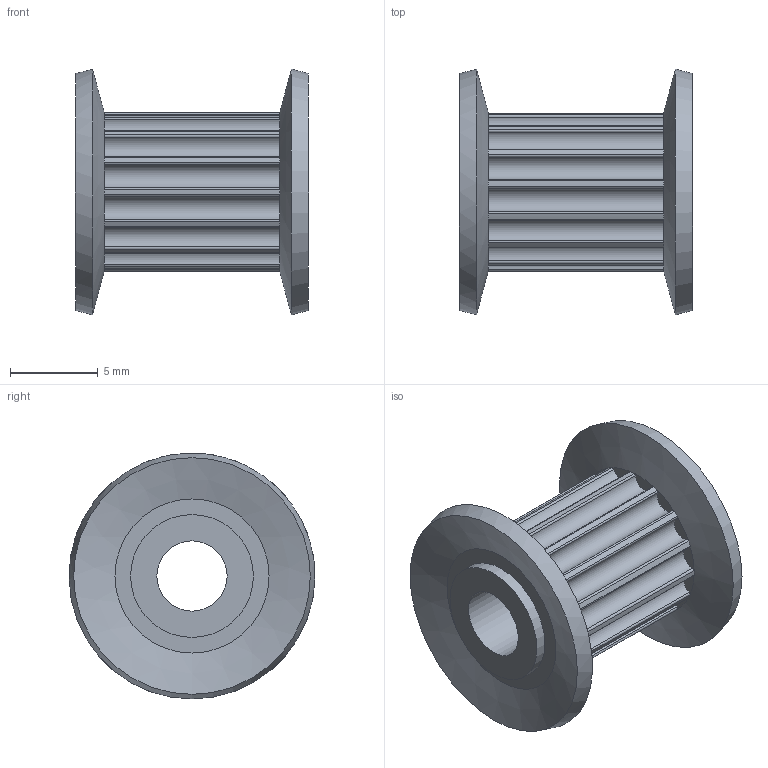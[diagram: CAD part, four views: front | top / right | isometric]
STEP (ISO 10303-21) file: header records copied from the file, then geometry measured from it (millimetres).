
FILE_DESCRIPTION( ( 'STEP AP203' ), '1' );
FILE_NAME( 'GPA15GT2090-A-H4.stp', '2022-03-14T00:47:50', ( 'License CC BY-ND 4.0' ), ( 'CADENAS' ), ' ', 'PARTsolutions', ' ' );
FILE_SCHEMA( ( 'CONFIG_CONTROL_DESIGN' ) );
Length unit declared in the file: millimetre
Products named in the file (2): GPA15GT2090-A-H4; _GPA15GT2090-A-H4_b
Assembly tree (1 placements, depth 2):
  GPA15GT2090-A-H4
    _GPA15GT2090-A-H4_b
Bounding box: 13.3 x 14 x 14 mm (x, y, z)
Volume: 707.6 mm3; surface area: 1145.8 mm2
Topology: 1 solids, 1 shells, 103 faces, 233 edges, 134 vertices
Faces by surface type: cylinder 63, plane 34, cone 6
Full cylindrical faces by diameter (mm): 4 x1, 7 x2
Entity records: 2917 total; most frequent: DIRECTION 594, CARTESIAN_POINT 459, ORIENTED_EDGE 444, AXIS2_PLACEMENT_3D 267, EDGE_CURVE 222, CIRCLE 162, VERTEX_POINT 132, EDGE_LOOP 116
